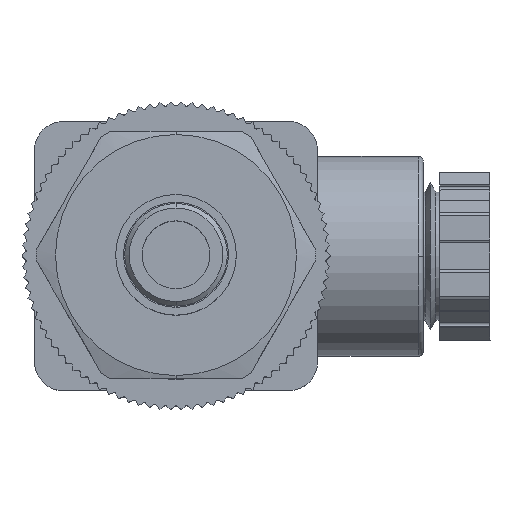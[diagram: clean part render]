
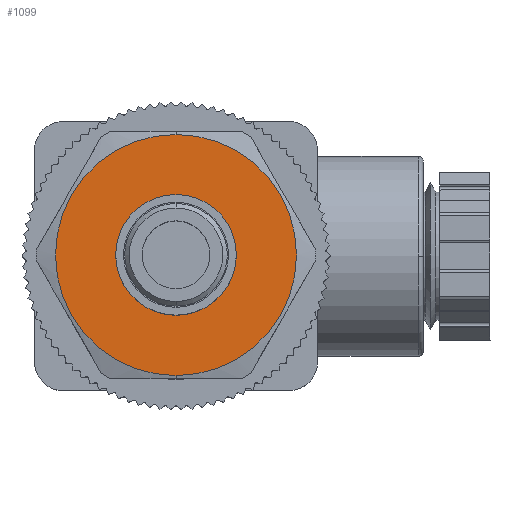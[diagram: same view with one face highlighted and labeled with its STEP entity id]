
A CAD part, top view. The second image highlights one B-rep face of the part: STEP entity #1099.
In plain terms, the highlighted planar face has unit normal (0, 0, 1).
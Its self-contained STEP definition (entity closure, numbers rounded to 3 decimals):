
#1099=ADVANCED_FACE('0:1056',(#2367,#2368),#2369,.T.);
#2367=FACE_OUTER_BOUND('',#3860,.T.);
#2368=FACE_BOUND('',#3861,.T.);
#2369=PLANE('',#3862);
#3860=EDGE_LOOP('',(#6464,#6465));
#3861=EDGE_LOOP('',(#6466,#6467,#6468));
#3862=AXIS2_PLACEMENT_3D('',#6469,#6470,#6471);
#6464=ORIENTED_EDGE('',*,*,#10259,.T.);
#6465=ORIENTED_EDGE('',*,*,#10260,.T.);
#6466=ORIENTED_EDGE('',*,*,#10261,.F.);
#6467=ORIENTED_EDGE('',*,*,#10262,.F.);
#6468=ORIENTED_EDGE('',*,*,#10263,.F.);
#6469=CARTESIAN_POINT('',(0.0,0.0,5.0));
#6470=DIRECTION('',(0.0,0.0,1.0));
#6471=DIRECTION('',(1.0,0.0,0.0));
#10259=EDGE_CURVE('3:10568',#12760,#12761,#12762,.T.);
#10260=EDGE_CURVE('',#12761,#12760,#12763,.T.);
#10261=EDGE_CURVE('5:6530',#12764,#12765,#12766,.T.);
#10262=EDGE_CURVE('',#12767,#12764,#12768,.T.);
#10263=EDGE_CURVE('',#12765,#12767,#12769,.T.);
#12760=VERTEX_POINT('',#16109);
#12761=VERTEX_POINT('',#16110);
#12762=CIRCLE('',#16111,13.15);
#12763=CIRCLE('',#16112,13.15);
#12764=VERTEX_POINT('',#16113);
#12765=VERTEX_POINT('',#16114);
#12766=CIRCLE('',#16115,6.25);
#12767=VERTEX_POINT('',#16116);
#12768=CIRCLE('',#16117,6.25);
#12769=CIRCLE('',#16118,6.25);
#16109=CARTESIAN_POINT('',(0.,13.15,5.0));
#16110=CARTESIAN_POINT('',(0.,-13.15,5.0));
#16111=AXIS2_PLACEMENT_3D('',#18739,#18740,#18741);
#16112=AXIS2_PLACEMENT_3D('',#18742,#18743,#18744);
#16113=CARTESIAN_POINT('',(0.,-6.25,5.0));
#16114=CARTESIAN_POINT('',(6.25,0.,5.0));
#16115=AXIS2_PLACEMENT_3D('',#18745,#18746,#18747);
#16116=CARTESIAN_POINT('',(-6.25,0.,5.0));
#16117=AXIS2_PLACEMENT_3D('',#18748,#18749,#18750);
#16118=AXIS2_PLACEMENT_3D('',#18751,#18752,#18753);
#18739=CARTESIAN_POINT('',(0.,0.,5.0));
#18740=DIRECTION('',(0.0,-0.0,1.0));
#18741=DIRECTION('',(0.,1.0,0.0));
#18742=CARTESIAN_POINT('',(0.,0.,5.0));
#18743=DIRECTION('',(0.0,-0.0,1.0));
#18744=DIRECTION('',(0.,1.0,0.0));
#18745=CARTESIAN_POINT('',(0.,0.,5.0));
#18746=DIRECTION('',(0.0,-0.0,1.0));
#18747=DIRECTION('',(0.0,1.0,0.0));
#18748=CARTESIAN_POINT('',(0.,0.,5.0));
#18749=DIRECTION('',(0.0,-0.0,1.0));
#18750=DIRECTION('',(0.0,1.0,0.0));
#18751=CARTESIAN_POINT('',(0.,0.,5.0));
#18752=DIRECTION('',(0.0,-0.0,1.0));
#18753=DIRECTION('',(0.0,1.0,0.0));
